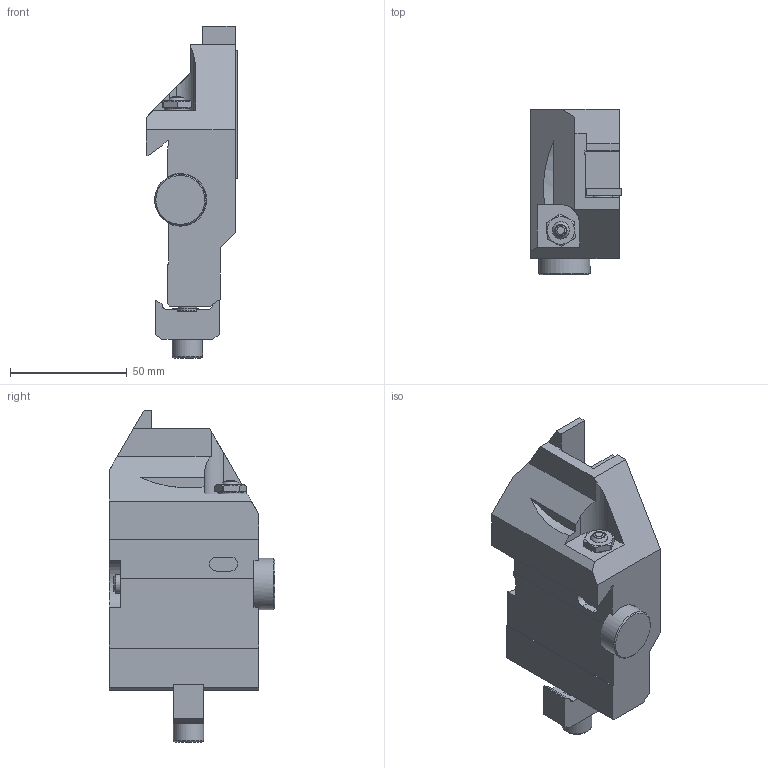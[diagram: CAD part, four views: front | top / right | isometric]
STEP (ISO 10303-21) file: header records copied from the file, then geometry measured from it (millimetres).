
FILE_DESCRIPTION(/* description */ (''),/* implementation_level */ '2;1');
FILE_NAME(/* name */ '10001019257nxv000_01_214.stp',/* time_stamp */ '2023-11-29T09:47:27+01:00',/* author */ (''),/* organization */ (''),/* preprocessor_version */ 'ST-DEVELOPER v18.1',/* originating_system */ 'SIEMENS PLM Software NX 2000',/* authorisation */ '');
FILE_SCHEMA (('AUTOMOTIVE_DESIGN { 1 0 10303 214 3 1 1 1 }'));
Length unit declared in the file: millimetre
Products named in the file (1): 10001019257nxv000_01
Bounding box: 39 x 71 x 142.26 mm (x, y, z)
Volume: 164912.8 mm3; surface area: 32122.4 mm2
Topology: 1 solids, 1 shells, 143 faces, 387 edges, 256 vertices
Faces by surface type: plane 95, cylinder 37, cone 6, torus 4, sphere 1
Full cylindrical faces by diameter (mm): 3.8 x1, 6.6 x1, 8 x3, 10.6 x1, 13 x1, 22 x1
Entity records: 4385 total; most frequent: CARTESIAN_POINT 818, DIRECTION 729, ORIENTED_EDGE 714, EDGE_CURVE 357, LINE 253, VECTOR 253, VERTEX_POINT 245, AXIS2_PLACEMENT_3D 238
